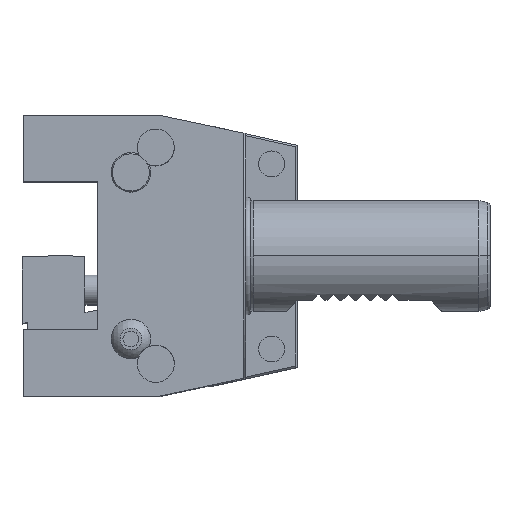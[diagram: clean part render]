
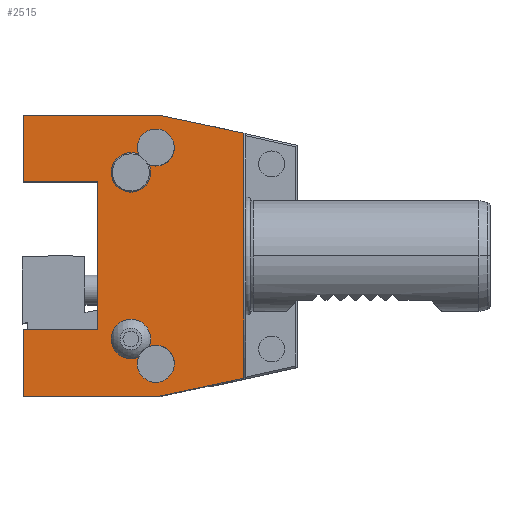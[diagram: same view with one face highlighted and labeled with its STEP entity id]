
A CAD part, top view. The second image highlights one B-rep face of the part: STEP entity #2515.
In plain terms, the highlighted planar face has unit normal (0, 0, 1).
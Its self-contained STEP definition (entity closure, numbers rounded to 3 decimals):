
#13=DIRECTION('',(0.,-1.,0.));
#14=VECTOR('',#13,18.);
#15=CARTESIAN_POINT('',(-60.,38.,45.));
#16=LINE('',#15,#14);
#17=DIRECTION('',(0.,-1.,0.));
#18=VECTOR('',#17,40.);
#19=CARTESIAN_POINT('',(-40.,20.,45.));
#20=LINE('',#19,#18);
#21=DIRECTION('',(1.,0.,0.));
#22=VECTOR('',#21,20.);
#23=CARTESIAN_POINT('',(-60.,20.,45.));
#24=LINE('',#23,#22);
#25=DIRECTION('',(1.,0.,0.));
#26=VECTOR('',#25,36.477);
#27=CARTESIAN_POINT('',(-60.,38.,45.));
#28=LINE('',#27,#26);
#29=DIRECTION('',(-0.978,0.208,0.));
#30=VECTOR('',#29,23.538);
#31=CARTESIAN_POINT('',(-0.5,33.106,45.));
#32=LINE('',#31,#30);
#33=DIRECTION('',(0.,-1.,0.));
#34=VECTOR('',#33,33.106);
#35=CARTESIAN_POINT('',(-0.5,33.106,45.));
#36=LINE('',#35,#34);
#37=DIRECTION('',(0.,-1.,0.));
#38=VECTOR('',#37,33.106);
#39=CARTESIAN_POINT('',(-0.5,0.,45.));
#40=LINE('',#39,#38);
#41=DIRECTION('',(-0.978,-0.208,0.));
#42=VECTOR('',#41,23.538);
#43=CARTESIAN_POINT('',(-0.5,-33.106,45.));
#44=LINE('',#43,#42);
#45=DIRECTION('',(1.,0.,0.));
#46=VECTOR('',#45,20.);
#47=CARTESIAN_POINT('',(-60.,-20.,45.));
#48=LINE('',#47,#46);
#49=CARTESIAN_POINT('',(-31.,22.5,45.));
#50=DIRECTION('',(0.,0.,1.));
#51=DIRECTION('',(0.,-1.,0.));
#52=AXIS2_PLACEMENT_3D('',#49,#50,#51);
#54=CARTESIAN_POINT('',(-31.,22.5,45.));
#55=DIRECTION('',(0.,0.,1.));
#56=DIRECTION('',(0.,1.,0.));
#57=AXIS2_PLACEMENT_3D('',#54,#55,#56);
#59=CARTESIAN_POINT('',(-31.,-22.5,45.));
#60=DIRECTION('',(0.,0.,1.));
#61=DIRECTION('',(0.,-1.,0.));
#62=AXIS2_PLACEMENT_3D('',#59,#60,#61);
#64=CARTESIAN_POINT('',(-31.,-22.5,45.));
#65=DIRECTION('',(0.,0.,1.));
#66=DIRECTION('',(0.,1.,0.));
#67=AXIS2_PLACEMENT_3D('',#64,#65,#66);
#69=CARTESIAN_POINT('',(-24.282,29.218,45.));
#70=DIRECTION('',(0.,0.,-1.));
#71=DIRECTION('',(1.,0.,0.));
#72=AXIS2_PLACEMENT_3D('',#69,#70,#71);
#74=CARTESIAN_POINT('',(-24.282,29.218,45.));
#75=DIRECTION('',(0.,0.,-1.));
#76=DIRECTION('',(-1.,0.,0.));
#77=AXIS2_PLACEMENT_3D('',#74,#75,#76);
#79=CARTESIAN_POINT('',(-24.282,-29.218,45.));
#80=DIRECTION('',(0.,0.,-1.));
#81=DIRECTION('',(1.,0.,0.));
#82=AXIS2_PLACEMENT_3D('',#79,#80,#81);
#84=CARTESIAN_POINT('',(-24.282,-29.218,45.));
#85=DIRECTION('',(0.,0.,-1.));
#86=DIRECTION('',(-1.,0.,0.));
#87=AXIS2_PLACEMENT_3D('',#84,#85,#86);
#281=DIRECTION('',(0.,-1.,0.));
#282=VECTOR('',#281,18.);
#283=CARTESIAN_POINT('',(-60.,-20.,45.));
#284=LINE('',#283,#282);
#301=DIRECTION('',(1.,0.,0.));
#302=VECTOR('',#301,36.477);
#303=CARTESIAN_POINT('',(-60.,-38.,45.));
#304=LINE('',#303,#302);
#1929=CARTESIAN_POINT('',(-60.,38.,45.));
#1931=VERTEX_POINT('',#1929);
#1932=CARTESIAN_POINT('',(-60.,-38.,45.));
#1934=VERTEX_POINT('',#1932);
#2041=CARTESIAN_POINT('',(-0.5,-33.106,45.));
#2042=CARTESIAN_POINT('',(-23.523,-38.,45.));
#2043=VERTEX_POINT('',#2041);
#2044=VERTEX_POINT('',#2042);
#2045=CARTESIAN_POINT('',(-0.5,33.106,45.));
#2046=CARTESIAN_POINT('',(-23.523,38.,45.));
#2047=VERTEX_POINT('',#2045);
#2048=VERTEX_POINT('',#2046);
#2049=CARTESIAN_POINT('',(-0.5,0.,45.));
#2050=VERTEX_POINT('',#2049);
#2066=CARTESIAN_POINT('',(-60.,20.,45.));
#2068=VERTEX_POINT('',#2066);
#2070=CARTESIAN_POINT('',(-60.,-20.,45.));
#2072=VERTEX_POINT('',#2070);
#2077=CARTESIAN_POINT('',(-40.,20.,45.));
#2078=CARTESIAN_POINT('',(-40.,-20.,45.));
#2079=VERTEX_POINT('',#2077);
#2080=VERTEX_POINT('',#2078);
#2115=CARTESIAN_POINT('',(-31.,17.167,45.));
#2116=CARTESIAN_POINT('',(-31.,27.833,45.));
#2117=VERTEX_POINT('',#2115);
#2118=VERTEX_POINT('',#2116);
#2127=CARTESIAN_POINT('',(-31.,-27.833,45.));
#2128=CARTESIAN_POINT('',(-31.,-17.167,45.));
#2129=VERTEX_POINT('',#2127);
#2130=VERTEX_POINT('',#2128);
#2143=CARTESIAN_POINT('',(-20.482,29.218,45.));
#2144=CARTESIAN_POINT('',(-28.082,29.218,45.));
#2145=VERTEX_POINT('',#2143);
#2146=VERTEX_POINT('',#2144);
#2157=CARTESIAN_POINT('',(-20.482,-29.218,45.));
#2158=CARTESIAN_POINT('',(-28.082,-29.218,45.));
#2159=VERTEX_POINT('',#2157);
#2160=VERTEX_POINT('',#2158);
#2464=CARTESIAN_POINT('',(-60.,38.,45.));
#2465=DIRECTION('',(0.,0.,1.));
#2466=DIRECTION('',(0.,-1.,0.));
#2467=AXIS2_PLACEMENT_3D('',#2464,#2465,#2466);
#2468=PLANE('',#2467);
#2470=ORIENTED_EDGE('',*,*,#2469,.F.);
#2471=ORIENTED_EDGE('',*,*,#2455,.F.);
#2472=ORIENTED_EDGE('',*,*,#2444,.F.);
#2474=ORIENTED_EDGE('',*,*,#2473,.T.);
#2476=ORIENTED_EDGE('',*,*,#2475,.F.);
#2478=ORIENTED_EDGE('',*,*,#2477,.T.);
#2480=ORIENTED_EDGE('',*,*,#2479,.T.);
#2482=ORIENTED_EDGE('',*,*,#2481,.T.);
#2484=ORIENTED_EDGE('',*,*,#2483,.F.);
#2486=ORIENTED_EDGE('',*,*,#2485,.F.);
#2488=ORIENTED_EDGE('',*,*,#2487,.T.);
#2489=EDGE_LOOP('',(#2470,#2471,#2472,#2474,#2476,#2478,#2480,#2482,#2484,#2486,
#2488));
#2490=FACE_OUTER_BOUND('',#2489,.F.);
#2492=ORIENTED_EDGE('',*,*,#2491,.T.);
#2494=ORIENTED_EDGE('',*,*,#2493,.T.);
#2495=EDGE_LOOP('',(#2492,#2494));
#2496=FACE_BOUND('',#2495,.F.);
#2498=ORIENTED_EDGE('',*,*,#2497,.T.);
#2500=ORIENTED_EDGE('',*,*,#2499,.T.);
#2501=EDGE_LOOP('',(#2498,#2500));
#2502=FACE_BOUND('',#2501,.F.);
#2504=ORIENTED_EDGE('',*,*,#2503,.F.);
#2506=ORIENTED_EDGE('',*,*,#2505,.F.);
#2507=EDGE_LOOP('',(#2504,#2506));
#2508=FACE_BOUND('',#2507,.F.);
#2510=ORIENTED_EDGE('',*,*,#2509,.F.);
#2512=ORIENTED_EDGE('',*,*,#2511,.F.);
#2513=EDGE_LOOP('',(#2510,#2512));
#2514=FACE_BOUND('',#2513,.F.);
#2515=ADVANCED_FACE('',(#2490,#2496,#2502,#2508,#2514),#2468,.T.);
#53=CIRCLE('',#52,5.333);
#58=CIRCLE('',#57,5.333);
#63=CIRCLE('',#62,5.333);
#68=CIRCLE('',#67,5.333);
#73=CIRCLE('',#72,3.8);
#78=CIRCLE('',#77,3.8);
#83=CIRCLE('',#82,3.8);
#88=CIRCLE('',#87,3.8);
#2444=EDGE_CURVE('',#1931,#2068,#16,.T.);
#2455=EDGE_CURVE('',#2068,#2079,#24,.T.);
#2469=EDGE_CURVE('',#2079,#2080,#20,.T.);
#2473=EDGE_CURVE('',#1931,#2048,#28,.T.);
#2475=EDGE_CURVE('',#2047,#2048,#32,.T.);
#2477=EDGE_CURVE('',#2047,#2050,#36,.T.);
#2479=EDGE_CURVE('',#2050,#2043,#40,.T.);
#2481=EDGE_CURVE('',#2043,#2044,#44,.T.);
#2483=EDGE_CURVE('',#1934,#2044,#304,.T.);
#2485=EDGE_CURVE('',#2072,#1934,#284,.T.);
#2487=EDGE_CURVE('',#2072,#2080,#48,.T.);
#2491=EDGE_CURVE('',#2117,#2118,#53,.T.);
#2493=EDGE_CURVE('',#2118,#2117,#58,.T.);
#2497=EDGE_CURVE('',#2129,#2130,#63,.T.);
#2499=EDGE_CURVE('',#2130,#2129,#68,.T.);
#2503=EDGE_CURVE('',#2145,#2146,#73,.T.);
#2505=EDGE_CURVE('',#2146,#2145,#78,.T.);
#2509=EDGE_CURVE('',#2159,#2160,#83,.T.);
#2511=EDGE_CURVE('',#2160,#2159,#88,.T.);
